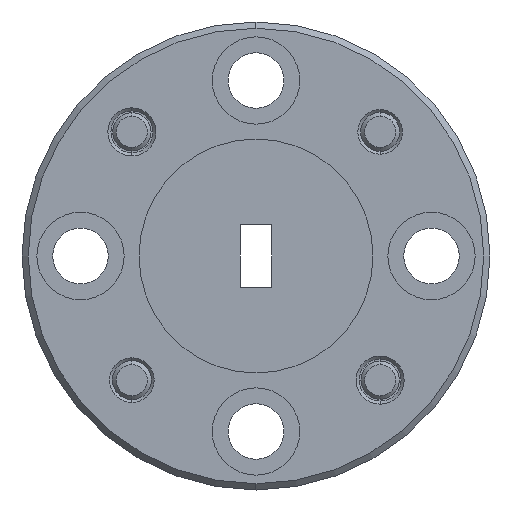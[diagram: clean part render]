
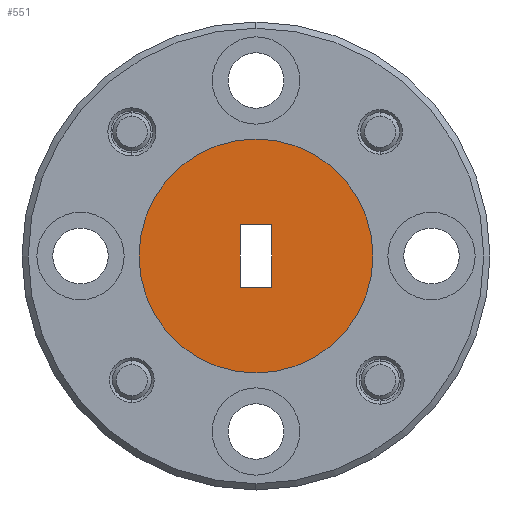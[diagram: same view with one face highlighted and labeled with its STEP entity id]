
A CAD part, left-side view. The second image highlights one B-rep face of the part: STEP entity #551.
In plain terms, the highlighted planar face has unit normal (-1, 0, 0).
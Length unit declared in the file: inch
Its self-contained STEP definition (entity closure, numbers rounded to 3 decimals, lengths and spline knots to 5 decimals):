
#311 = CARTESIAN_POINT ( 'NONE',  ( -0.65805, 2.06502, 2.83461 ) ) ;
#316 = CARTESIAN_POINT ( 'NONE',  ( -0.65805, 2.11502, 2.83461 ) ) ;
#323 = ORIENTED_EDGE ( 'NONE', *, *, #1230, .T. ) ;
#366 = CARTESIAN_POINT ( 'NONE',  ( -0.65805, 2.09002, 2.88461 ) ) ;
#383 = VECTOR ( 'NONE', #2025, 39.37008 ) ;
#487 = DIRECTION ( 'NONE',  ( -1., 0., 0. ) ) ;
#551 = ADVANCED_FACE ( 'NONE', ( #4021, #2832 ), #3937, .T. ) ;
#723 = VERTEX_POINT ( 'NONE', #2029 ) ;
#773 = ORIENTED_EDGE ( 'NONE', *, *, #2739, .T. ) ;
#838 = LINE ( 'NONE', #1025, #1964 ) ;
#950 = CARTESIAN_POINT ( 'NONE',  ( -0.65805, 2.09002, 2.93461 ) ) ;
#980 = EDGE_CURVE ( 'NONE', #1862, #1466, #2724, .T. ) ;
#996 = LINE ( 'NONE', #311, #383 ) ;
#1025 = CARTESIAN_POINT ( 'NONE',  ( -0.65805, 2.06502, 2.83461 ) ) ;
#1032 = CARTESIAN_POINT ( 'NONE',  ( -0.65805, 2.09002, 2.88461 ) ) ;
#1067 = DIRECTION ( 'NONE',  ( 0., 0., 1. ) ) ;
#1130 = AXIS2_PLACEMENT_3D ( 'NONE', #1749, #487, #3089 ) ;
#1137 = CIRCLE ( 'NONE', #1130, 0.1875 ) ;
#1218 = CIRCLE ( 'NONE', #1593, 0.1875 ) ;
#1221 = VERTEX_POINT ( 'NONE', #2747 ) ;
#1230 = EDGE_CURVE ( 'NONE', #3160, #1862, #2524, .T. ) ;
#1283 = DIRECTION ( 'NONE',  ( 0., -1., 0. ) ) ;
#1347 = DIRECTION ( 'NONE',  ( -1., 0., 0. ) ) ;
#1466 = VERTEX_POINT ( 'NONE', #2883 ) ;
#1554 = ORIENTED_EDGE ( 'NONE', *, *, #1799, .T. ) ;
#1593 = AXIS2_PLACEMENT_3D ( 'NONE', #1032, #1738, #2359 ) ;
#1738 = DIRECTION ( 'NONE',  ( -1., 0., 0. ) ) ;
#1749 = CARTESIAN_POINT ( 'NONE',  ( -0.65805, 2.09002, 2.88461 ) ) ;
#1799 = EDGE_CURVE ( 'NONE', #2048, #723, #1137, .T. ) ;
#1862 = VERTEX_POINT ( 'NONE', #2085 ) ;
#1964 = VECTOR ( 'NONE', #3941, 39.37008 ) ;
#1991 = CARTESIAN_POINT ( 'NONE',  ( -0.65805, 1.90252, 2.88461 ) ) ;
#2025 = DIRECTION ( 'NONE',  ( 0., 1., 0. ) ) ;
#2029 = CARTESIAN_POINT ( 'NONE',  ( -0.65805, 2.27752, 2.88461 ) ) ;
#2048 = VERTEX_POINT ( 'NONE', #1991 ) ;
#2067 = DIRECTION ( 'NONE',  ( 0., -1., 0. ) ) ;
#2085 = CARTESIAN_POINT ( 'NONE',  ( -0.65805, 2.11502, 2.93461 ) ) ;
#2104 = CARTESIAN_POINT ( 'NONE',  ( -0.65805, 2.11502, 2.83461 ) ) ;
#2180 = EDGE_CURVE ( 'NONE', #1221, #3160, #996, .T. ) ;
#2194 = EDGE_LOOP ( 'NONE', ( #2999, #323, #3510, #773 ) ) ;
#2359 = DIRECTION ( 'NONE',  ( 0., 1., 0. ) ) ;
#2524 = LINE ( 'NONE', #2104, #2975 ) ;
#2724 = LINE ( 'NONE', #950, #3241 ) ;
#2739 = EDGE_CURVE ( 'NONE', #1466, #1221, #838, .T. ) ;
#2747 = CARTESIAN_POINT ( 'NONE',  ( -0.65805, 2.06502, 2.83461 ) ) ;
#2832 = FACE_BOUND ( 'NONE', #2194, .T. ) ;
#2883 = CARTESIAN_POINT ( 'NONE',  ( -0.65805, 2.06502, 2.93461 ) ) ;
#2975 = VECTOR ( 'NONE', #1067, 39.37008 ) ;
#2999 = ORIENTED_EDGE ( 'NONE', *, *, #2180, .T. ) ;
#3064 = ORIENTED_EDGE ( 'NONE', *, *, #4000, .T. ) ;
#3089 = DIRECTION ( 'NONE',  ( 0., 1., 0. ) ) ;
#3160 = VERTEX_POINT ( 'NONE', #316 ) ;
#3241 = VECTOR ( 'NONE', #1283, 39.37008 ) ;
#3510 = ORIENTED_EDGE ( 'NONE', *, *, #980, .T. ) ;
#3864 = AXIS2_PLACEMENT_3D ( 'NONE', #366, #1347, #2067 ) ;
#3937 = PLANE ( 'NONE',  #3864 ) ;
#3941 = DIRECTION ( 'NONE',  ( 0., 0., -1. ) ) ;
#4000 = EDGE_CURVE ( 'NONE', #723, #2048, #1218, .T. ) ;
#4021 = FACE_OUTER_BOUND ( 'NONE', #4077, .T. ) ;
#4077 = EDGE_LOOP ( 'NONE', ( #3064, #1554 ) ) ;
